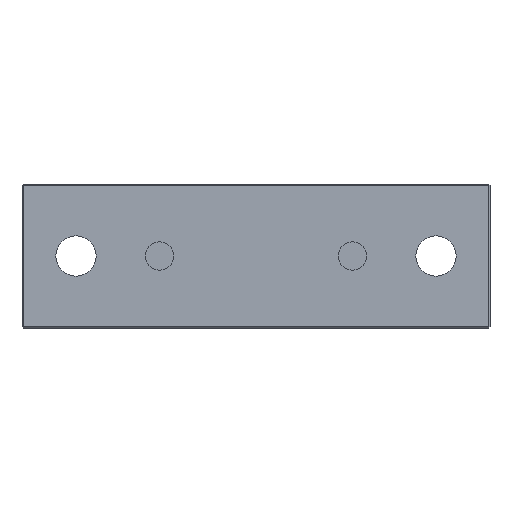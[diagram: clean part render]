
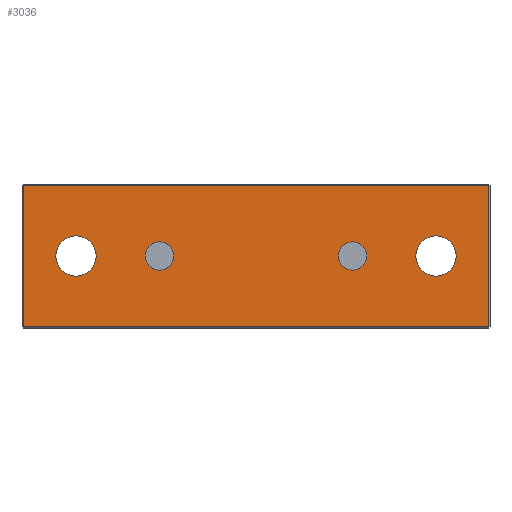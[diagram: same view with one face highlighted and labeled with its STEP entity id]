
A CAD part, front view. The second image highlights one B-rep face of the part: STEP entity #3036.
In plain terms, the highlighted planar face has unit normal (0, -1, 0).
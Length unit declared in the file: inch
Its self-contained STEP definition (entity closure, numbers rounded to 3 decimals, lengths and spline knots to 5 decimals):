
#20 = DIRECTION ( 'NONE',  ( 0., 0., -1. ) ) ;
#72 = VERTEX_POINT ( 'NONE', #1603 ) ;
#111 = VECTOR ( 'NONE', #875, 39.37008 ) ;
#112 = CIRCLE ( 'NONE', #542, 0.14 ) ;
#179 = CARTESIAN_POINT ( 'NONE',  ( 1.625, -1.5, -0.49 ) ) ;
#252 = CARTESIAN_POINT ( 'NONE',  ( 1.615, -1.5, 0. ) ) ;
#284 = CARTESIAN_POINT ( 'NONE',  ( -1.11, -1.5, 0. ) ) ;
#316 = AXIS2_PLACEMENT_3D ( 'NONE', #4216, #695, #4818 ) ;
#434 = CIRCLE ( 'NONE', #7572, 0.098 ) ;
#542 = AXIS2_PLACEMENT_3D ( 'NONE', #4711, #1185, #5304 ) ;
#554 = CIRCLE ( 'NONE', #2701, 0.098 ) ;
#555 = DIRECTION ( 'NONE',  ( -1., 0., 0. ) ) ;
#695 = DIRECTION ( 'NONE',  ( 0., 1., 0. ) ) ;
#773 = CARTESIAN_POINT ( 'NONE',  ( 0.572, -1.5, 0. ) ) ;
#775 = EDGE_LOOP ( 'NONE', ( #6388, #5955 ) ) ;
#815 = CARTESIAN_POINT ( 'NONE',  ( 1.25, -1.5, 0. ) ) ;
#875 = DIRECTION ( 'NONE',  ( 0., 0., 1. ) ) ;
#888 = DIRECTION ( 'NONE',  ( 0., 1., 0. ) ) ;
#907 = DIRECTION ( 'NONE',  ( 0., 1., 0. ) ) ;
#946 = CARTESIAN_POINT ( 'NONE',  ( 1.11, -1.5, 0. ) ) ;
#957 = VECTOR ( 'NONE', #20, 39.37008 ) ;
#1027 = FACE_BOUND ( 'NONE', #5586, .T. ) ;
#1032 = EDGE_CURVE ( 'NONE', #4095, #1460, #1571, .T. ) ;
#1185 = DIRECTION ( 'NONE',  ( 0., 1., 0. ) ) ;
#1413 = DIRECTION ( 'NONE',  ( -1., 0., 0. ) ) ;
#1460 = VERTEX_POINT ( 'NONE', #773 ) ;
#1498 = DIRECTION ( 'NONE',  ( 0., 1., 0. ) ) ;
#1571 = CIRCLE ( 'NONE', #3013, 0.098 ) ;
#1603 = CARTESIAN_POINT ( 'NONE',  ( -1.39, -1.5, 0. ) ) ;
#1702 = VERTEX_POINT ( 'NONE', #2532 ) ;
#1989 = EDGE_CURVE ( 'NONE', #1702, #6410, #4089, .T. ) ;
#2053 = CARTESIAN_POINT ( 'NONE',  ( 1.625, -1.5, 0. ) ) ;
#2358 = ORIENTED_EDGE ( 'NONE', *, *, #3061, .T. ) ;
#2520 = EDGE_CURVE ( 'NONE', #6410, #5507, #6092, .T. ) ;
#2532 = CARTESIAN_POINT ( 'NONE',  ( -1.615, -1.5, 0.49 ) ) ;
#2612 = VERTEX_POINT ( 'NONE', #284 ) ;
#2627 = DIRECTION ( 'NONE',  ( 0., 0., -1. ) ) ;
#2701 = AXIS2_PLACEMENT_3D ( 'NONE', #3149, #7271, #3753 ) ;
#2761 = CARTESIAN_POINT ( 'NONE',  ( -0.572, -1.5, 0. ) ) ;
#2832 = VERTEX_POINT ( 'NONE', #2761 ) ;
#2912 = CARTESIAN_POINT ( 'NONE',  ( -0.768, -1.5, 0. ) ) ;
#2952 = CIRCLE ( 'NONE', #4608, 0.14 ) ;
#3013 = AXIS2_PLACEMENT_3D ( 'NONE', #4443, #907, #5039 ) ;
#3036 = ADVANCED_FACE ( 'NONE', ( #4152, #1027, #7287, #7099, #5539 ), #6659, .T. ) ;
#3061 = EDGE_CURVE ( 'NONE', #5507, #4469, #4807, .T. ) ;
#3149 = CARTESIAN_POINT ( 'NONE',  ( 0.67, -1.5, 0. ) ) ;
#3179 = EDGE_LOOP ( 'NONE', ( #6483, #7070 ) ) ;
#3284 = CARTESIAN_POINT ( 'NONE',  ( 1.615, -1.5, -0.49 ) ) ;
#3287 = ORIENTED_EDGE ( 'NONE', *, *, #1989, .T. ) ;
#3298 = ORIENTED_EDGE ( 'NONE', *, *, #1032, .T. ) ;
#3305 = CARTESIAN_POINT ( 'NONE',  ( 0.768, -1.5, 0. ) ) ;
#3312 = CARTESIAN_POINT ( 'NONE',  ( 1.625, -1.5, 0.49 ) ) ;
#3339 = EDGE_CURVE ( 'NONE', #3669, #7151, #2952, .T. ) ;
#3433 = ORIENTED_EDGE ( 'NONE', *, *, #5369, .T. ) ;
#3512 = AXIS2_PLACEMENT_3D ( 'NONE', #815, #4936, #1413 ) ;
#3614 = EDGE_CURVE ( 'NONE', #4469, #1702, #6628, .T. ) ;
#3669 = VERTEX_POINT ( 'NONE', #5719 ) ;
#3725 = CIRCLE ( 'NONE', #316, 0.098 ) ;
#3748 = ORIENTED_EDGE ( 'NONE', *, *, #2520, .T. ) ;
#3753 = DIRECTION ( 'NONE',  ( -1., 0., 0. ) ) ;
#3842 = EDGE_LOOP ( 'NONE', ( #2358, #6216, #3287, #3748 ) ) ;
#4068 = DIRECTION ( 'NONE',  ( 0., 1., 0. ) ) ;
#4089 = LINE ( 'NONE', #7545, #957 ) ;
#4095 = VERTEX_POINT ( 'NONE', #3305 ) ;
#4140 = EDGE_CURVE ( 'NONE', #4381, #2832, #434, .T. ) ;
#4152 = FACE_BOUND ( 'NONE', #3179, .T. ) ;
#4216 = CARTESIAN_POINT ( 'NONE',  ( -0.67, -1.5, 0. ) ) ;
#4381 = VERTEX_POINT ( 'NONE', #2912 ) ;
#4424 = CARTESIAN_POINT ( 'NONE',  ( -1.25, -1.5, 0. ) ) ;
#4443 = CARTESIAN_POINT ( 'NONE',  ( 0.67, -1.5, 0. ) ) ;
#4469 = VERTEX_POINT ( 'NONE', #7096 ) ;
#4519 = DIRECTION ( 'NONE',  ( -1., 0., 0. ) ) ;
#4532 = VECTOR ( 'NONE', #6064, 39.37008 ) ;
#4608 = AXIS2_PLACEMENT_3D ( 'NONE', #7597, #4068, #555 ) ;
#4711 = CARTESIAN_POINT ( 'NONE',  ( -1.25, -1.5, 0. ) ) ;
#4747 = EDGE_CURVE ( 'NONE', #2612, #72, #112, .T. ) ;
#4807 = LINE ( 'NONE', #252, #111 ) ;
#4818 = DIRECTION ( 'NONE',  ( -1., 0., 0. ) ) ;
#4936 = DIRECTION ( 'NONE',  ( 0., 1., 0. ) ) ;
#5019 = DIRECTION ( 'NONE',  ( -1., 0., 0. ) ) ;
#5023 = CARTESIAN_POINT ( 'NONE',  ( -0.67, -1.5, 0. ) ) ;
#5039 = DIRECTION ( 'NONE',  ( -1., 0., 0. ) ) ;
#5068 = CIRCLE ( 'NONE', #3512, 0.14 ) ;
#5092 = EDGE_CURVE ( 'NONE', #72, #2612, #6825, .T. ) ;
#5252 = VECTOR ( 'NONE', #4519, 39.37008 ) ;
#5304 = DIRECTION ( 'NONE',  ( -1., 0., 0. ) ) ;
#5369 = EDGE_CURVE ( 'NONE', #1460, #4095, #554, .T. ) ;
#5379 = EDGE_CURVE ( 'NONE', #7151, #3669, #5068, .T. ) ;
#5507 = VERTEX_POINT ( 'NONE', #3284 ) ;
#5539 = FACE_OUTER_BOUND ( 'NONE', #3842, .T. ) ;
#5586 = EDGE_LOOP ( 'NONE', ( #6425, #5640 ) ) ;
#5607 = DIRECTION ( 'NONE',  ( -1., 0., 0. ) ) ;
#5640 = ORIENTED_EDGE ( 'NONE', *, *, #4747, .T. ) ;
#5719 = CARTESIAN_POINT ( 'NONE',  ( 1.39, -1.5, 0. ) ) ;
#5955 = ORIENTED_EDGE ( 'NONE', *, *, #6908, .T. ) ;
#6064 = DIRECTION ( 'NONE',  ( 1., 0., 0. ) ) ;
#6092 = LINE ( 'NONE', #179, #4532 ) ;
#6152 = DIRECTION ( 'NONE',  ( 0., -1., 0. ) ) ;
#6216 = ORIENTED_EDGE ( 'NONE', *, *, #3614, .T. ) ;
#6388 = ORIENTED_EDGE ( 'NONE', *, *, #4140, .T. ) ;
#6410 = VERTEX_POINT ( 'NONE', #6690 ) ;
#6425 = ORIENTED_EDGE ( 'NONE', *, *, #5092, .T. ) ;
#6480 = AXIS2_PLACEMENT_3D ( 'NONE', #2053, #6152, #2627 ) ;
#6483 = ORIENTED_EDGE ( 'NONE', *, *, #5379, .T. ) ;
#6628 = LINE ( 'NONE', #3312, #5252 ) ;
#6659 = PLANE ( 'NONE',  #6480 ) ;
#6690 = CARTESIAN_POINT ( 'NONE',  ( -1.615, -1.5, -0.49 ) ) ;
#6709 = AXIS2_PLACEMENT_3D ( 'NONE', #4424, #888, #5019 ) ;
#6825 = CIRCLE ( 'NONE', #6709, 0.14 ) ;
#6908 = EDGE_CURVE ( 'NONE', #2832, #4381, #3725, .T. ) ;
#6960 = EDGE_LOOP ( 'NONE', ( #3433, #3298 ) ) ;
#7070 = ORIENTED_EDGE ( 'NONE', *, *, #3339, .T. ) ;
#7096 = CARTESIAN_POINT ( 'NONE',  ( 1.615, -1.5, 0.49 ) ) ;
#7099 = FACE_BOUND ( 'NONE', #775, .T. ) ;
#7151 = VERTEX_POINT ( 'NONE', #946 ) ;
#7271 = DIRECTION ( 'NONE',  ( 0., 1., 0. ) ) ;
#7287 = FACE_BOUND ( 'NONE', #6960, .T. ) ;
#7545 = CARTESIAN_POINT ( 'NONE',  ( -1.615, -1.5, 0. ) ) ;
#7572 = AXIS2_PLACEMENT_3D ( 'NONE', #5023, #1498, #5607 ) ;
#7597 = CARTESIAN_POINT ( 'NONE',  ( 1.25, -1.5, 0. ) ) ;
